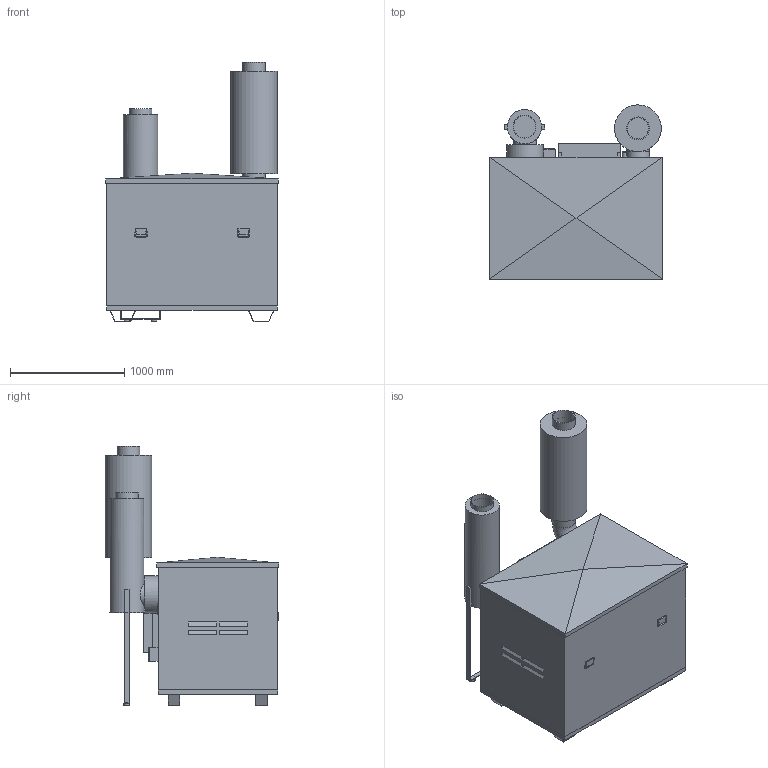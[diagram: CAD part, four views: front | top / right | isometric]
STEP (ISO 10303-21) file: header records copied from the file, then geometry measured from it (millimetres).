
FILE_DESCRIPTION( ( 'Unknown' ), '1' );
FILE_NAME( 'SR00010.stp', 'Unknown', ( 'Unknown' ), ( 'Unknown' ), 'PSStep 14.0', 'Unknown', ' ' );
FILE_SCHEMA( ( 'AUTOMOTIVE_DESIGN { 1 0 10303 214 1 1 1 1 }' ) );
Length unit declared in the file: millimetre
Products named in the file (1): 1
Bounding box: 1510 x 1526 x 2278.5 mm (x, y, z)
Volume: 2059624326.2 mm3; surface area: 14192614.3 mm2
Topology: 1 solids, 1 shells, 209 faces, 537 edges, 353 vertices
Faces by surface type: plane 137, cylinder 61, torus 11
Full cylindrical faces by diameter (mm): 13 x4, 33.46 x2, 50 x2, 55 x2, 188.297 x1, 196 x1, 200 x4, 204 x1, 250 x1, 301.5 x1, 310 x1, 324.115 x1, 410 x1
Entity records: 8144 total; most frequent: CARTESIAN_POINT 1378, DIRECTION 1066, ORIENTED_EDGE 998, EDGE_CURVE 499, AXIS2_PLACEMENT_3D 362, LINE 342, VECTOR 342, VERTEX_POINT 340
